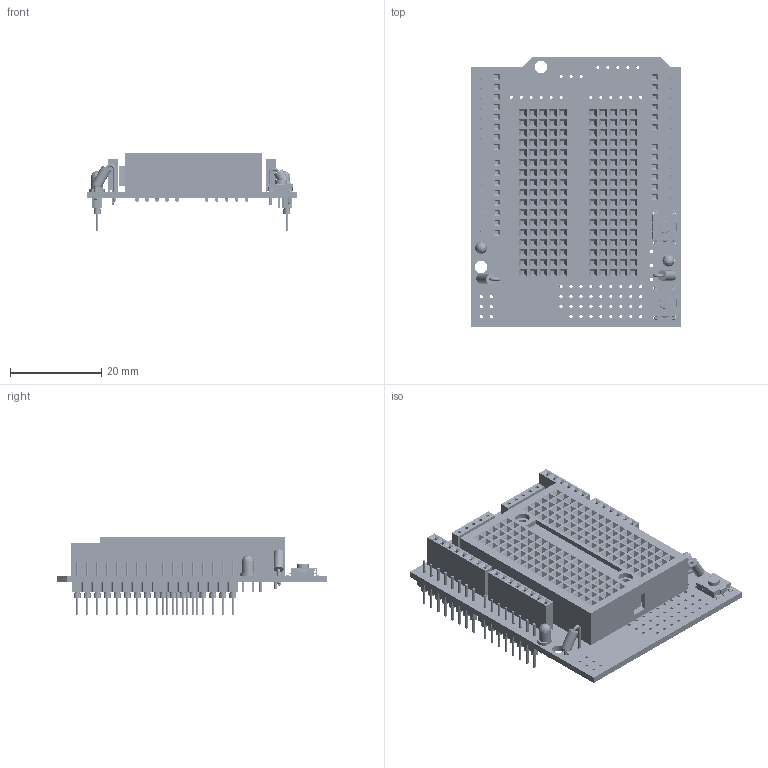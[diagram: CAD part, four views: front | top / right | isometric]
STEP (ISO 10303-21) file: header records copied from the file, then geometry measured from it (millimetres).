
FILE_DESCRIPTION(('FreeCAD Model'),'2;1');
FILE_NAME('Open CASCADE Shape Model','2025-05-02T22:34:39',('FreeCAD'),( 'FreeCAD'),'Open CASCADE STEP processor 7.6','FreeCAD','Unknown');
FILE_SCHEMA(('AUTOMOTIVE_DESIGN { 1 0 10303 214 1 1 1 1 }'));
Products named in the file (1): Open CASCADE STEP translator 7.6 1
Bounding box: 46.08 x 59.24 x 17.14 mm (x, y, z)
Volume: 10477 mm3; surface area: 20122.2 mm2
Topology: 89 solids, 93 shells, 3807 faces, 9922 edges, 6502 vertices
Faces by surface type: bspline 3807
Entity records: 118278 total; most frequent: CARTESIAN_POINT 58261, ORIENTED_EDGE 19812, EDGE_CURVE 9910, B_SPLINE_CURVE_WITH_KNOTS 7082, VERTEX_POINT 6500, FACE_BOUND 5198, EDGE_LOOP 5198, ADVANCED_FACE 3807
